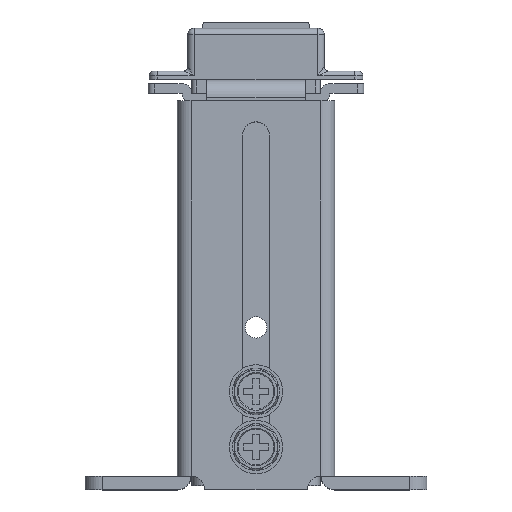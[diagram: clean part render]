
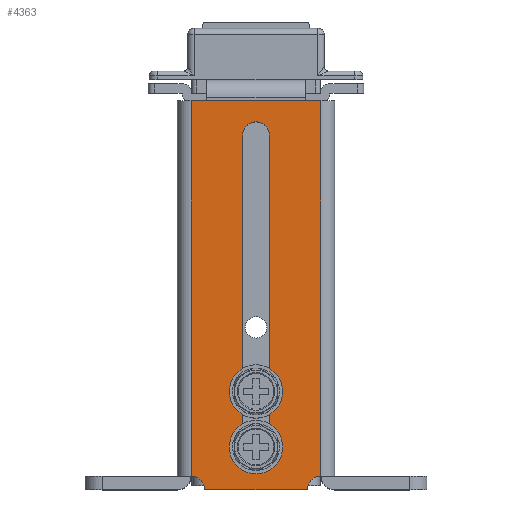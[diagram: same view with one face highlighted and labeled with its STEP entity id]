
A CAD part, top view. The second image highlights one B-rep face of the part: STEP entity #4363.
In plain terms, the highlighted planar face has unit normal (0, 0, 1).
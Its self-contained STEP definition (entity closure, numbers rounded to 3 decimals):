
#282 = VECTOR ( 'NONE', #2607, 1000. ) ;
#860 = CARTESIAN_POINT ( 'NONE',  ( 18.4, 91., 15. ) ) ;
#864 = DIRECTION ( 'NONE',  ( -1., 0., 0. ) ) ;
#1706 = PLANE ( 'NONE',  #3709 ) ;
#1707 = DIRECTION ( 'NONE',  ( 0., 0., -1. ) ) ;
#1709 = CARTESIAN_POINT ( 'NONE',  ( 18.4, 91., 15. ) ) ;
#2142 = CARTESIAN_POINT ( 'NONE',  ( 18.4, 0., 15. ) ) ;
#2143 = DIRECTION ( 'NONE',  ( -1., 0., 0. ) ) ;
#2445 = CARTESIAN_POINT ( 'NONE',  ( -15.2, 3.2, 15. ) ) ;
#2446 = DIRECTION ( 'NONE',  ( 0., -1., 0. ) ) ;
#2447 = CARTESIAN_POINT ( 'NONE',  ( 0., 10., 15. ) ) ;
#2448 = DIRECTION ( 'NONE',  ( 0., 0., 1. ) ) ;
#2449 = DIRECTION ( 'NONE',  ( 1., 0., 0. ) ) ;
#2450 = CARTESIAN_POINT ( 'NONE',  ( 15.2, 0., 15. ) ) ;
#2451 = DIRECTION ( 'NONE',  ( 0., 0., 1. ) ) ;
#2452 = DIRECTION ( 'NONE',  ( 1., 0., 0. ) ) ;
#2453 = CARTESIAN_POINT ( 'NONE',  ( -15.2, 0., 15. ) ) ;
#2454 = DIRECTION ( 'NONE',  ( 0., 0., 1. ) ) ;
#2455 = DIRECTION ( 'NONE',  ( -1., 0., 0. ) ) ;
#2552 = CARTESIAN_POINT ( 'NONE',  ( 0., 83., 15. ) ) ;
#2553 = DIRECTION ( 'NONE',  ( 0., 0., 1. ) ) ;
#2554 = DIRECTION ( 'NONE',  ( 1., 0., 0. ) ) ;
#2570 = CARTESIAN_POINT ( 'NONE',  ( -3.1, 83., 15. ) ) ;
#2571 = DIRECTION ( 'NONE',  ( 0., -1., 0. ) ) ;
#2574 = CARTESIAN_POINT ( 'NONE',  ( 3.1, 83., 15. ) ) ;
#2575 = DIRECTION ( 'NONE',  ( 0., 1., 0. ) ) ;
#2606 = CARTESIAN_POINT ( 'NONE',  ( 15.2, 91., 15. ) ) ;
#2607 = DIRECTION ( 'NONE',  ( 0., 1., 0. ) ) ;
#2710 = CARTESIAN_POINT ( 'NONE',  ( -15.2, 91., 15. ) ) ;
#2719 = CARTESIAN_POINT ( 'NONE',  ( -12., 0., 15. ) ) ;
#2762 = CARTESIAN_POINT ( 'NONE',  ( 15.2, 3.2, 15. ) ) ;
#2767 = CARTESIAN_POINT ( 'NONE',  ( -3.1, 83., 15. ) ) ;
#2771 = CARTESIAN_POINT ( 'NONE',  ( 15.2, 91., 15. ) ) ;
#2799 = CARTESIAN_POINT ( 'NONE',  ( 12., 0., 15. ) ) ;
#2801 = CARTESIAN_POINT ( 'NONE',  ( -15.2, 3.2, 15. ) ) ;
#2806 = CARTESIAN_POINT ( 'NONE',  ( -3.1, 10., 15. ) ) ;
#2808 = CARTESIAN_POINT ( 'NONE',  ( 3.1, 83., 15. ) ) ;
#2813 = CARTESIAN_POINT ( 'NONE',  ( 3.1, 10., 15. ) ) ;
#3587 = VECTOR ( 'NONE', #2143, 1000. ) ;
#3617 = CIRCLE ( 'NONE', #3645, 3.2 ) ;
#3638 = CIRCLE ( 'NONE', #3642, 3.1 ) ;
#3640 = AXIS2_PLACEMENT_3D ( 'NONE', #2450, #2451, #2452 ) ;
#3641 = VECTOR ( 'NONE', #2446, 1000. ) ;
#3642 = AXIS2_PLACEMENT_3D ( 'NONE', #2447, #2448, #2449 ) ;
#3645 = AXIS2_PLACEMENT_3D ( 'NONE', #2453, #2454, #2455 ) ;
#3649 = CIRCLE ( 'NONE', #3640, 3.2 ) ;
#3676 = CIRCLE ( 'NONE', #3758, 3.1 ) ;
#3709 = AXIS2_PLACEMENT_3D ( 'NONE', #1709, #1707, #4242 ) ;
#3742 = VECTOR ( 'NONE', #2575, 1000. ) ;
#3749 = VECTOR ( 'NONE', #2571, 1000. ) ;
#3758 = AXIS2_PLACEMENT_3D ( 'NONE', #2552, #2553, #2554 ) ;
#4242 = DIRECTION ( 'NONE',  ( 0., 1., 0. ) ) ;
#4259 = EDGE_CURVE ( 'NONE', #7503, #7442, #8221, .T. ) ;
#4363 = ADVANCED_FACE ( 'NONE', ( #8362, #8363 ), #1706, .F. ) ;
#4381 = EDGE_CURVE ( 'NONE', #7538, #7451, #8386, .T. ) ;
#4713 = ORIENTED_EDGE ( 'NONE', *, *, #6060, .F. ) ;
#4714 = ORIENTED_EDGE ( 'NONE', *, *, #6680, .F. ) ;
#4715 = ORIENTED_EDGE ( 'NONE', *, *, #6690, .F. ) ;
#4716 = ORIENTED_EDGE ( 'NONE', *, *, #6688, .F. ) ;
#5364 = EDGE_LOOP ( 'NONE', ( #7790, #7788, #7789, #7787, #7785, #7786 ) ) ;
#5386 = EDGE_LOOP ( 'NONE', ( #4716, #4714, #4715, #4713 ) ) ;
#6030 = VECTOR ( 'NONE', #864, 1000. ) ;
#6059 = EDGE_CURVE ( 'NONE', #7442, #7541, #8398, .T. ) ;
#6060 = EDGE_CURVE ( 'NONE', #7549, #7563, #3638, .T. ) ;
#6061 = EDGE_CURVE ( 'NONE', #7494, #7538, #3649, .T. ) ;
#6065 = EDGE_CURVE ( 'NONE', #7451, #7541, #3617, .T. ) ;
#6680 = EDGE_CURVE ( 'NONE', #7553, #7499, #3676, .T. ) ;
#6688 = EDGE_CURVE ( 'NONE', #7499, #7549, #8445, .T. ) ;
#6690 = EDGE_CURVE ( 'NONE', #7563, #7553, #8447, .T. ) ;
#6703 = EDGE_CURVE ( 'NONE', #7494, #7503, #8454, .T. ) ;
#7442 = VERTEX_POINT ( 'NONE', #2710 ) ;
#7451 = VERTEX_POINT ( 'NONE', #2719 ) ;
#7494 = VERTEX_POINT ( 'NONE', #2762 ) ;
#7499 = VERTEX_POINT ( 'NONE', #2767 ) ;
#7503 = VERTEX_POINT ( 'NONE', #2771 ) ;
#7538 = VERTEX_POINT ( 'NONE', #2799 ) ;
#7541 = VERTEX_POINT ( 'NONE', #2801 ) ;
#7549 = VERTEX_POINT ( 'NONE', #2806 ) ;
#7553 = VERTEX_POINT ( 'NONE', #2808 ) ;
#7563 = VERTEX_POINT ( 'NONE', #2813 ) ;
#7785 = ORIENTED_EDGE ( 'NONE', *, *, #6065, .F. ) ;
#7786 = ORIENTED_EDGE ( 'NONE', *, *, #4381, .F. ) ;
#7787 = ORIENTED_EDGE ( 'NONE', *, *, #6059, .T. ) ;
#7788 = ORIENTED_EDGE ( 'NONE', *, *, #6703, .T. ) ;
#7789 = ORIENTED_EDGE ( 'NONE', *, *, #4259, .T. ) ;
#7790 = ORIENTED_EDGE ( 'NONE', *, *, #6061, .F. ) ;
#8221 = LINE ( 'NONE', #860, #6030 ) ;
#8362 = FACE_BOUND ( 'NONE', #5386, .T. ) ;
#8363 = FACE_OUTER_BOUND ( 'NONE', #5364, .T. ) ;
#8386 = LINE ( 'NONE', #2142, #3587 ) ;
#8398 = LINE ( 'NONE', #2445, #3641 ) ;
#8445 = LINE ( 'NONE', #2570, #3749 ) ;
#8447 = LINE ( 'NONE', #2574, #3742 ) ;
#8454 = LINE ( 'NONE', #2606, #282 ) ;
